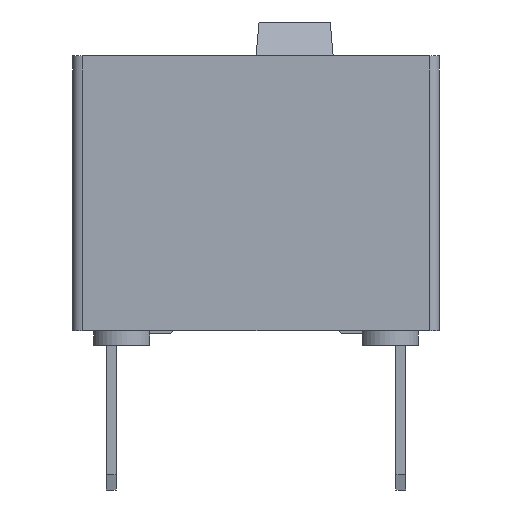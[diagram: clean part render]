
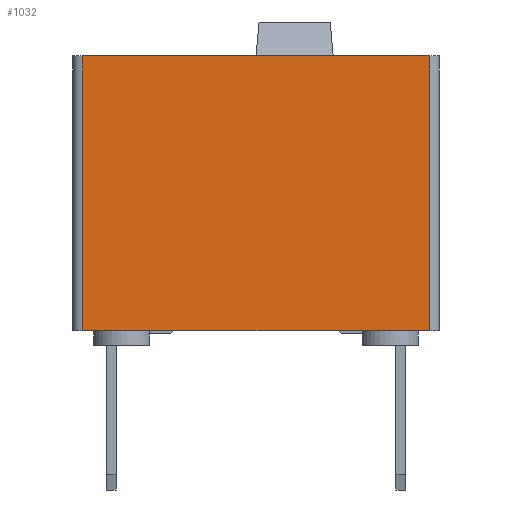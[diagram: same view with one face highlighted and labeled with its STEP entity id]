
A CAD part, left-side view. The second image highlights one B-rep face of the part: STEP entity #1032.
In plain terms, the highlighted planar face has unit normal (-1, 0, 0).
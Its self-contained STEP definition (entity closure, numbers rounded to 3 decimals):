
#81 = CARTESIAN_POINT ( 'NONE',  ( 0., -0.25, -7.239 ) ) ;
#216 = VERTEX_POINT ( 'NONE', #5398 ) ;
#520 = EDGE_CURVE ( 'NONE', #2883, #216, #15750, .T. ) ;
#569 = VERTEX_POINT ( 'NONE', #2093 ) ;
#728 = CARTESIAN_POINT ( 'NONE',  ( 0., -0.25, -7.239 ) ) ;
#1032 = ADVANCED_FACE ( 'NONE', ( #7807 ), #13512, .T. ) ;
#1041 = VECTOR ( 'NONE', #14079, 1000. ) ;
#1629 = EDGE_CURVE ( 'NONE', #216, #17373, #8919, .T. ) ;
#1856 = CARTESIAN_POINT ( 'NONE',  ( 0., -0.25, 0. ) ) ;
#1922 = EDGE_CURVE ( 'NONE', #2883, #9190, #15519, .T. ) ;
#2093 = CARTESIAN_POINT ( 'NONE',  ( 0., -9.402, -7.239 ) ) ;
#2883 = VERTEX_POINT ( 'NONE', #15458 ) ;
#3633 = CARTESIAN_POINT ( 'NONE',  ( 0., -9.402, -7.239 ) ) ;
#3683 = VECTOR ( 'NONE', #16835, 1000. ) ;
#4382 = EDGE_LOOP ( 'NONE', ( #14562, #15844, #11730, #14402, #16211, #12496 ) ) ;
#4546 = EDGE_CURVE ( 'NONE', #569, #17373, #7799, .T. ) ;
#4913 = CARTESIAN_POINT ( 'NONE',  ( 0., -1.295, -7.239 ) ) ;
#5398 = CARTESIAN_POINT ( 'NONE',  ( 0., -0.25, 0. ) ) ;
#5791 = CARTESIAN_POINT ( 'NONE',  ( 0., -0.25, -7.239 ) ) ;
#5919 = CARTESIAN_POINT ( 'NONE',  ( 0., -0.25, -7.239 ) ) ;
#6144 = DIRECTION ( 'NONE',  ( 0., -1., 0. ) ) ;
#6272 = DIRECTION ( 'NONE',  ( -1., 0., 0. ) ) ;
#7500 = LINE ( 'NONE', #17087, #17333 ) ;
#7799 = LINE ( 'NONE', #3633, #16213 ) ;
#7807 = FACE_OUTER_BOUND ( 'NONE', #4382, .T. ) ;
#8468 = CARTESIAN_POINT ( 'NONE',  ( 0., -8.357, -7.239 ) ) ;
#8526 = EDGE_CURVE ( 'NONE', #9190, #17389, #11146, .T. ) ;
#8919 = LINE ( 'NONE', #1856, #17218 ) ;
#9003 = DIRECTION ( 'NONE',  ( 0., -1., 0. ) ) ;
#9190 = VERTEX_POINT ( 'NONE', #4913 ) ;
#9626 = DIRECTION ( 'NONE',  ( 0., -1., 0. ) ) ;
#11146 = LINE ( 'NONE', #81, #11912 ) ;
#11730 = ORIENTED_EDGE ( 'NONE', *, *, #1922, .T. ) ;
#11912 = VECTOR ( 'NONE', #9626, 1000. ) ;
#12496 = ORIENTED_EDGE ( 'NONE', *, *, #4546, .T. ) ;
#12734 = EDGE_CURVE ( 'NONE', #17389, #569, #7500, .T. ) ;
#13331 = DIRECTION ( 'NONE',  ( 0., 0., 1. ) ) ;
#13512 = PLANE ( 'NONE',  #15291 ) ;
#14079 = DIRECTION ( 'NONE',  ( 0., -1., 0. ) ) ;
#14402 = ORIENTED_EDGE ( 'NONE', *, *, #8526, .T. ) ;
#14562 = ORIENTED_EDGE ( 'NONE', *, *, #1629, .F. ) ;
#15291 = AXIS2_PLACEMENT_3D ( 'NONE', #728, #6272, #9003 ) ;
#15458 = CARTESIAN_POINT ( 'NONE',  ( 0., -0.25, -7.239 ) ) ;
#15519 = LINE ( 'NONE', #5919, #1041 ) ;
#15703 = CARTESIAN_POINT ( 'NONE',  ( 0., -9.402, 0. ) ) ;
#15750 = LINE ( 'NONE', #5791, #3683 ) ;
#15844 = ORIENTED_EDGE ( 'NONE', *, *, #520, .F. ) ;
#16211 = ORIENTED_EDGE ( 'NONE', *, *, #12734, .T. ) ;
#16213 = VECTOR ( 'NONE', #13331, 1000. ) ;
#16835 = DIRECTION ( 'NONE',  ( 0., 0., 1. ) ) ;
#17050 = DIRECTION ( 'NONE',  ( 0., -1., 0. ) ) ;
#17087 = CARTESIAN_POINT ( 'NONE',  ( 0., -0.25, -7.239 ) ) ;
#17218 = VECTOR ( 'NONE', #17050, 1000. ) ;
#17333 = VECTOR ( 'NONE', #6144, 1000. ) ;
#17373 = VERTEX_POINT ( 'NONE', #15703 ) ;
#17389 = VERTEX_POINT ( 'NONE', #8468 ) ;
